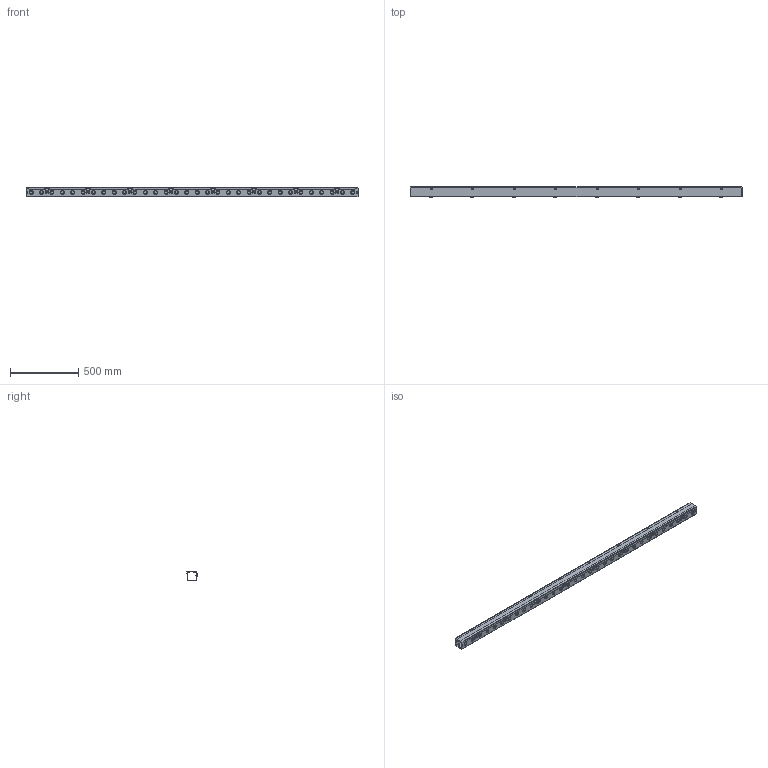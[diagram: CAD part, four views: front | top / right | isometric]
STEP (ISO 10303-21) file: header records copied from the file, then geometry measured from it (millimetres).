
FILE_DESCRIPTION(/* description */ ('HS_BLR 2.5X2.5X96'),/* implementation_level */ '2;1');
FILE_NAME(/* name */ 'HS228.stp',/* time_stamp */ '2017-03-14T18:09:20+06:00',/* author */ ('mgunasekar'),/* organization */ (''),/* preprocessor_version */ 'ST-DEVELOPER v16.1',/* originating_system */ 'Autodesk Inventor 2016',/* authorisation */ '');
FILE_SCHEMA (('AUTOMOTIVE_DESIGN { 1 0 10303 214 3 1 1 }'));
Length unit declared in the file: inch
Products named in the file (5): HS228BLR; HS228LID; 372141; 31816; HS228
Assembly tree (26 placements, depth 2):
  HS228
    HS228BLR
    HS228LID
    372141  x16
    31816  x8
Bounding box: 2438.4 x 76.64 x 71.69 mm (x, y, z)
Volume: 1284061.2 mm3; surface area: 1630507 mm2
Topology: 26 solids, 26 shells, 2059 faces, 4817 edges, 2954 vertices
Faces by surface type: plane 923, cylinder 476, cone 432, torus 208, bspline 20
Full cylindrical faces by diameter (mm): 4.089 x16, 4.595 x128, 6.35 x4, 7.938 x16, 22.225 x64, 28.575 x64
Entity records: 18982 total; most frequent: CARTESIAN_POINT 3618, DIRECTION 3103, ORIENTED_EDGE 2574, EDGE_CURVE 1287, AXIS2_PLACEMENT_3D 1191, EDGE_LOOP 1111, VERTEX_POINT 956, LINE 721
